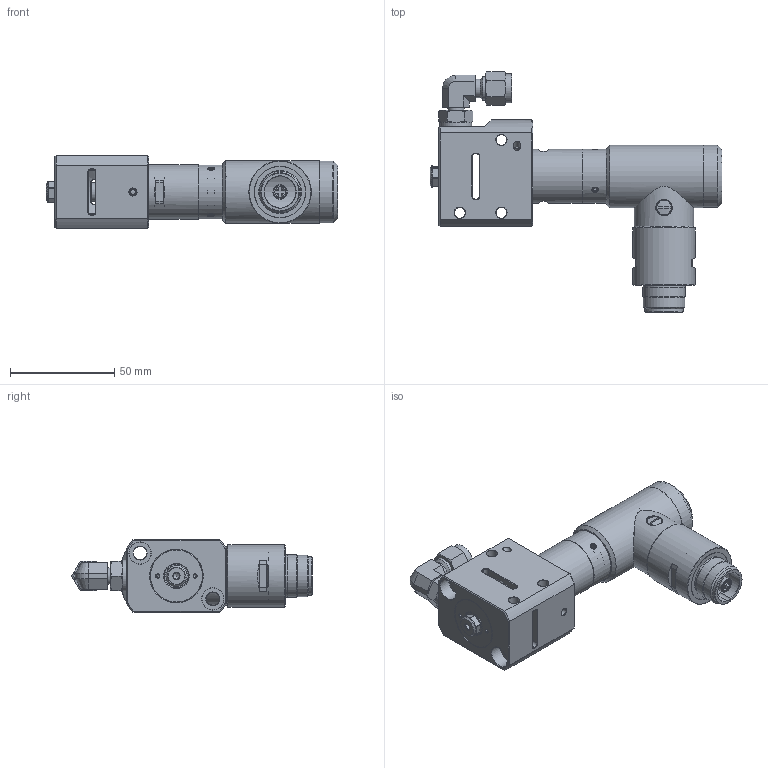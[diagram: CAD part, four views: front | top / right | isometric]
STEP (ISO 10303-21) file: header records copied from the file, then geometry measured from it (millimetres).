
FILE_DESCRIPTION (( 'STEP AP203' ), '1' );
FILE_NAME ('CTS-2620A.STEP', '2023-06-02T05:31:13', ( '' ), ( '' ), 'SwSTEP 2.0', 'SolidWorks 2021', '' );
FILE_SCHEMA (( 'CONFIG_CONTROL_DESIGN' ));
Length unit declared in the file: millimetre
Products named in the file (1): CTS-2620A
Bounding box: 140.27 x 115.65 x 35 mm (x, y, z)
Surface area: 53702.6 mm2 (no closed solid volume)
Topology: 0 solids, 21 shells, 554 faces, 1303 edges, 806 vertices
Faces by surface type: plane 260, cylinder 143, cone 140, bspline 7, sphere 4
Full cylindrical faces by diameter (mm): 1.6 x6, 2 x2, 2.5 x3, 2.55 x3, 3 x3, 3.02 x1, 3.5 x3, 4 x2, 5 x1, 5.1 x2, 5.2 x6, 6 x5, 6.5 x2, 6.9 x1, 7 x2, 7.5 x2, 7.874 x2, 8 x1, 8.8 x1, 8.954 x1, 9.728 x1, 10.2 x1, 10.5 x2, 11.112 x1, 11.76 x1, 11.8 x1, 13.97 x1, 15.24 x1, 18 x1, 18.5 x1
Entity records: 19375 total; most frequent: CARTESIAN_POINT 7815, DIRECTION 2360, ORIENTED_EDGE 2114, EDGE_CURVE 1058, AXIS2_PLACEMENT_3D 970, EDGE_LOOP 834, VERTEX_POINT 753, FACE_OUTER_BOUND 653
